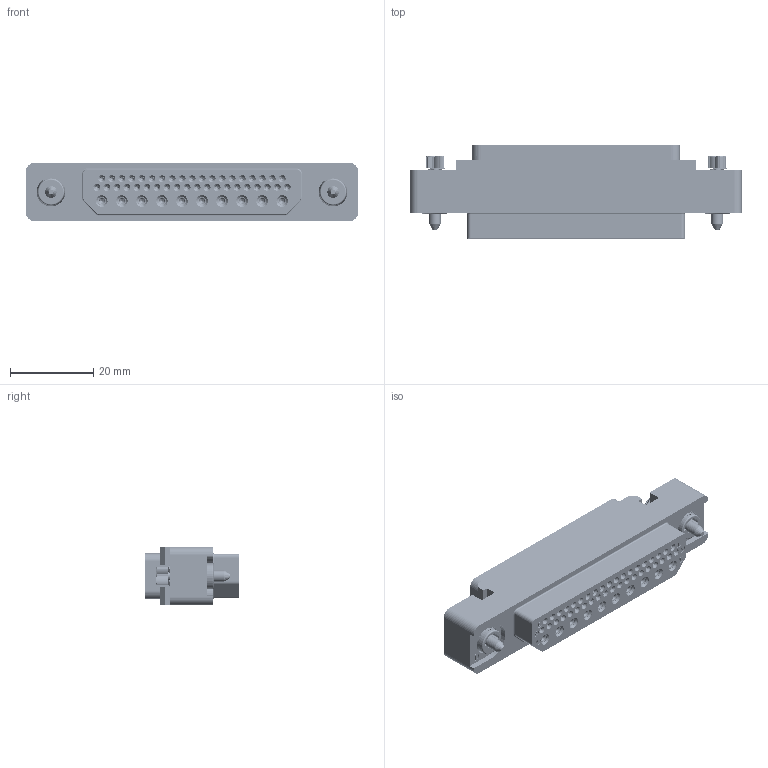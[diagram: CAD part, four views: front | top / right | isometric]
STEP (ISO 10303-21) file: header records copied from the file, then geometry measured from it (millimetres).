
FILE_DESCRIPTION((''),'2;1');
FILE_NAME('1900ND03S1A00B','2020-08-03T',('presta_be4'),(''),'CREO PARAMETRIC BY PTC INC, 2018360','CREO PARAMETRIC BY PTC INC, 2018360','');
FILE_SCHEMA(('CONFIG_CONTROL_DESIGN'));
Products named in the file (1): 1900ND03S1A00B
Bounding box: 80 x 22.52 x 14 mm (x, y, z)
Volume: 14107.5 mm3; surface area: 23131.3 mm2
Topology: 23 solids, 25 shells, 8893 faces, 22208 edges, 13612 vertices
Faces by surface type: plane 3156, cylinder 2854, torus 1448, cone 1205, sphere 156, bspline 46, extrusion 28
Entity records: 334127 total; most frequent: CARTESIAN_POINT 120601, DIRECTION 46104, ORIENTED_EDGE 44000, EDGE_CURVE 22000, AXIS2_PLACEMENT_3D 17908, VERTEX_POINT 13612, VECTOR 10288, LINE 10260
